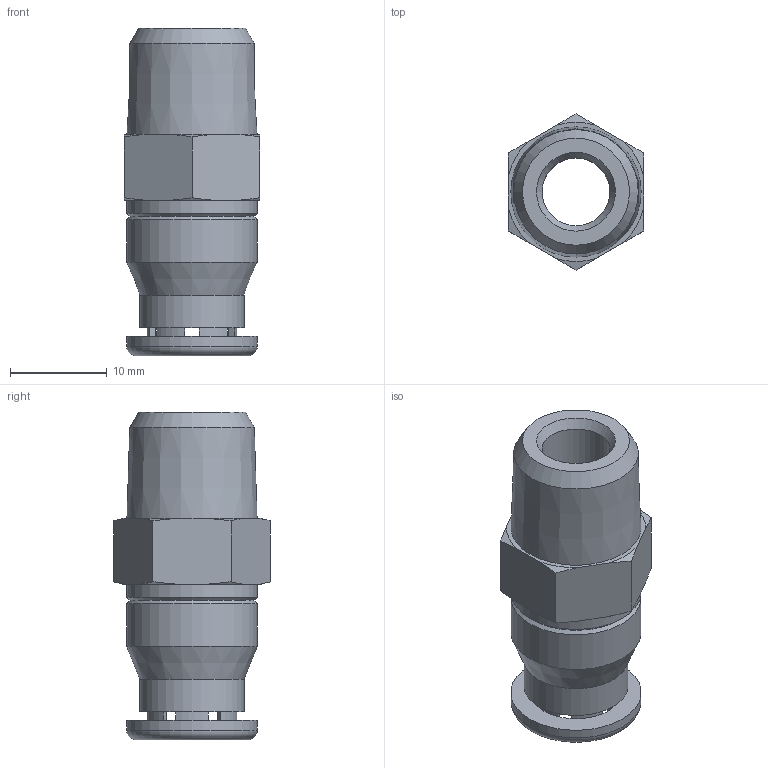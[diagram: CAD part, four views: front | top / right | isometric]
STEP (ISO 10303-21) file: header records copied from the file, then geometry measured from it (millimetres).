
FILE_DESCRIPTION(/* description */ ('STEP AP214'),/* implementation_level */ '2;1');
FILE_NAME(/* name */ '162864_CRQS-1_4-8',/* time_stamp */ '2024-08-08T20:09:57+02:00',/* author */ ('License CC BY-ND 4.0'),/* organization */ ('CADENAS'),/* preprocessor_version */ 'ST-DEVELOPER v19.3',/* originating_system */ 'PARTsolutions',/* authorisation */ ' ');
FILE_SCHEMA (('AUTOMOTIVE_DESIGN {1 0 10303 214 3 1 1}'));
Length unit declared in the file: millimetre
Products named in the file (1): 162864 CRQS-1/4-8
Bounding box: 14 x 16.17 x 33.9 mm (x, y, z)
Volume: 2986.9 mm3; surface area: 2540.1 mm2
Topology: 1 solids, 1 shells, 62 faces, 182 edges, 115 vertices
Faces by surface type: plane 25, cylinder 18, cone 18, torus 1
Full cylindrical faces by diameter (mm): 7 x1, 8 x1, 10.8 x1, 13.5 x3
Entity records: 2058 total; most frequent: CARTESIAN_POINT 415, ORIENTED_EDGE 334, DIRECTION 334, EDGE_CURVE 167, AXIS2_PLACEMENT_3D 128, VERTEX_POINT 113, EDGE_LOOP 82, FACE_BOUND 82
